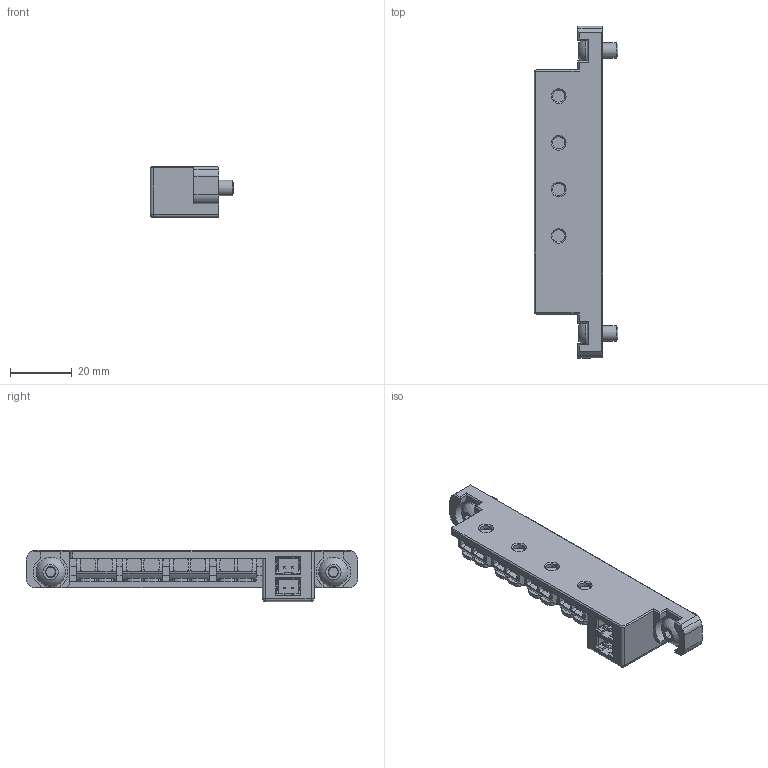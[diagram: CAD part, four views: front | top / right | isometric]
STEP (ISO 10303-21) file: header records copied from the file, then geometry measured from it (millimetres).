
FILE_DESCRIPTION(/* description */ (''),/* implementation_level */ '2;1');
FILE_NAME(/* name */ '4x_wago_221-412_2x_JST_XH.step',/* time_stamp */ '2025-04-30T06:22:28-05:00',/* author */ (''),/* organization */ (''),/* preprocessor_version */ 'ST-DEVELOPER v20.1',/* originating_system */ 'Autodesk Translation Framework v14.4.0.0',/* authorisation */ '');
FILE_SCHEMA (('AUTOMOTIVE_DESIGN { 1 0 10303 214 3 1 1 }'));
Length unit declared in the file: millimetre
Products named in the file (6): 3x Wago 221-412 Mount; 3x Wago 221-412 _Mount_Hardware; M5x10 BHCS; Wago_221-412_Mount_Printed_Parts; 221-412; CONNECTOR WHITE JST XH 2 PIN - 2,54 mm
Assembly tree (10 placements, depth 3):
  3x Wago 221-412 Mount
    3x Wago 221-412 _Mount_Hardware
      M5x10 BHCS  x2
    Wago_221-412_Mount_Printed_Parts
    221-412  x4
    CONNECTOR WHITE JST XH 2 PIN - 2,54 mm  x2
Bounding box: 27.25 x 107.9 x 16.6 mm (x, y, z)
Volume: 18115.9 mm3; surface area: 16080.5 mm2
Topology: 9 solids, 9 shells, 1017 faces, 2720 edges, 1743 vertices
Faces by surface type: plane 625, cylinder 290, bspline 74, cone 24, sphere 4
Full cylindrical faces by diameter (mm): 4 x4, 5 x2, 5.2 x2, 9.5 x2
Entity records: 17025 total; most frequent: CARTESIAN_POINT 4527, ORIENTED_EDGE 2638, DIRECTION 2413, EDGE_CURVE 1319, LINE 989, VECTOR 989, VERTEX_POINT 840, AXIS2_PLACEMENT_3D 712
